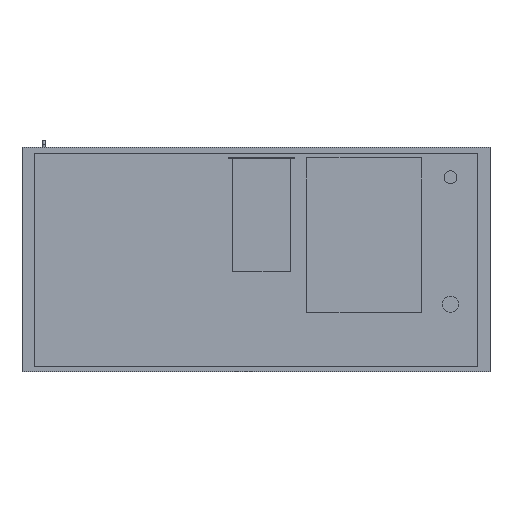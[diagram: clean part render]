
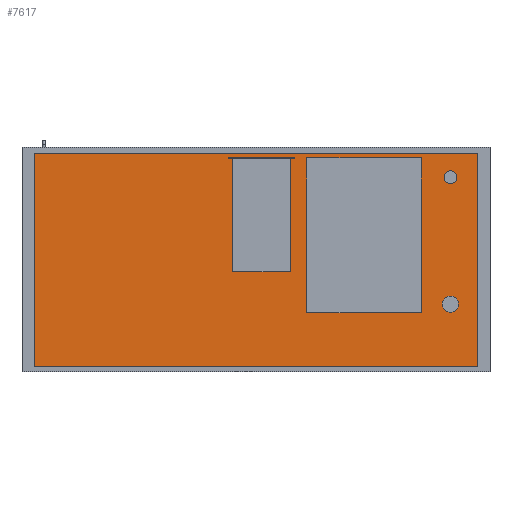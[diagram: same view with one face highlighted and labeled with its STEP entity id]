
A CAD part, front view. The second image highlights one B-rep face of the part: STEP entity #7617.
In plain terms, the highlighted planar face has unit normal (0, -1, 0).
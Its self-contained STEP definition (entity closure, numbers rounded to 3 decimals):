
#61=FACE_BOUND('',#841,.T.);
#62=FACE_BOUND('',#842,.T.);
#77=CIRCLE('',#8130,20.);
#79=CIRCLE('',#8134,25.);
#379=FACE_OUTER_BOUND('',#840,.T.);
#840=EDGE_LOOP('',(#5083,#5084,#5085,#5086));
#841=EDGE_LOOP('',(#5087));
#842=EDGE_LOOP('',(#5088));
#1323=LINE('',#11017,#2259);
#1326=LINE('',#11023,#2262);
#1329=LINE('',#11029,#2265);
#1332=LINE('',#11033,#2268);
#2259=VECTOR('',#8820,10.);
#2262=VECTOR('',#8825,10.);
#2265=VECTOR('',#8830,10.);
#2268=VECTOR('',#8835,10.);
#3176=VERTEX_POINT('',#10974);
#3178=VERTEX_POINT('',#10981);
#3189=VERTEX_POINT('',#11014);
#3190=VERTEX_POINT('',#11016);
#3192=VERTEX_POINT('',#11022);
#3194=VERTEX_POINT('',#11028);
#3915=EDGE_CURVE('',#3176,#3176,#77,.T.);
#3918=EDGE_CURVE('',#3178,#3178,#79,.T.);
#3933=EDGE_CURVE('',#3190,#3189,#1323,.T.);
#3936=EDGE_CURVE('',#3192,#3190,#1326,.T.);
#3939=EDGE_CURVE('',#3194,#3192,#1329,.T.);
#3942=EDGE_CURVE('',#3189,#3194,#1332,.T.);
#5083=ORIENTED_EDGE('',*,*,#3942,.T.);
#5084=ORIENTED_EDGE('',*,*,#3939,.T.);
#5085=ORIENTED_EDGE('',*,*,#3936,.T.);
#5086=ORIENTED_EDGE('',*,*,#3933,.T.);
#5087=ORIENTED_EDGE('',*,*,#3915,.T.);
#5088=ORIENTED_EDGE('',*,*,#3918,.T.);
#7231=PLANE('',#8146);
#7617=ADVANCED_FACE('',(#379,#61,#62),#7231,.T.);
#8130=AXIS2_PLACEMENT_3D('',#10976,#8781,#8782);
#8134=AXIS2_PLACEMENT_3D('',#10983,#8790,#8791);
#8146=AXIS2_PLACEMENT_3D('',#11035,#8838,#8839);
#8781=DIRECTION('center_axis',(0.,1.,0.));
#8782=DIRECTION('ref_axis',(1.,0.,0.));
#8790=DIRECTION('center_axis',(0.,1.,0.));
#8791=DIRECTION('ref_axis',(1.,0.,0.));
#8820=DIRECTION('',(-1.,0.,0.));
#8825=DIRECTION('',(0.,0.,1.));
#8830=DIRECTION('',(1.,0.,0.));
#8835=DIRECTION('',(0.,0.,-1.));
#8838=DIRECTION('center_axis',(0.,-1.,0.));
#8839=DIRECTION('ref_axis',(0.,0.,-1.));
#10974=CARTESIAN_POINT('',(582.5,-370.,255.));
#10976=CARTESIAN_POINT('Origin',(602.5,-370.,255.));
#10981=CARTESIAN_POINT('',(577.5,-370.,-138.));
#10983=CARTESIAN_POINT('Origin',(602.5,-370.,-138.));
#11014=CARTESIAN_POINT('',(-687.5,-370.,330.));
#11016=CARTESIAN_POINT('',(687.5,-370.,330.));
#11017=CARTESIAN_POINT('',(-687.5,-370.,330.));
#11022=CARTESIAN_POINT('',(687.5,-370.,-330.));
#11023=CARTESIAN_POINT('',(687.5,-370.,330.));
#11028=CARTESIAN_POINT('',(-687.5,-370.,-330.));
#11029=CARTESIAN_POINT('',(687.5,-370.,-330.));
#11033=CARTESIAN_POINT('',(-687.5,-370.,-330.));
#11035=CARTESIAN_POINT('Origin',(0.,-370.,0.));
